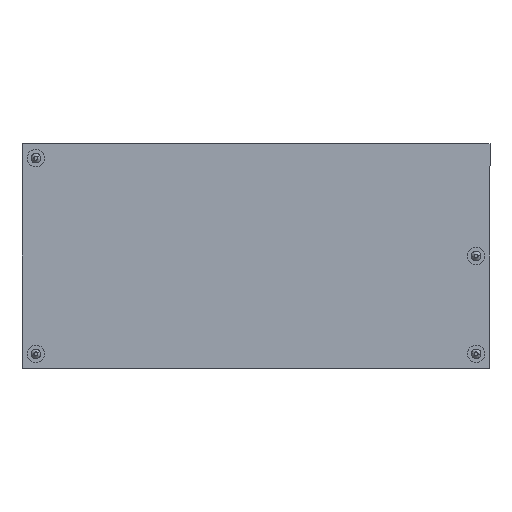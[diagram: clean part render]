
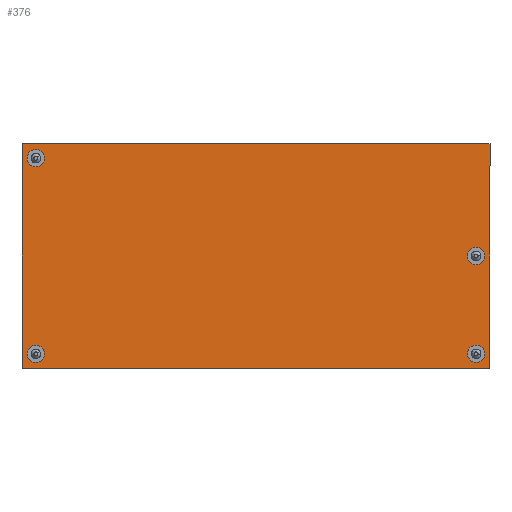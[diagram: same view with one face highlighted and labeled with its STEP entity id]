
A CAD part, front view. The second image highlights one B-rep face of the part: STEP entity #376.
In plain terms, the highlighted face is planar.
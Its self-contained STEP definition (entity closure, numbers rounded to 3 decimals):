
#2 = CARTESIAN_POINT ( 'NONE',  ( 147.838, 581.18, -0.8 ) ) ;
#9 = ORIENTED_EDGE ( 'NONE', *, *, #993, .T. ) ;
#43 = CIRCLE ( 'NONE', #2336, 0.601 ) ;
#51 = EDGE_CURVE ( 'NONE', #2184, #2253, #965, .T. ) ;
#63 = ORIENTED_EDGE ( 'NONE', *, *, #794, .T. ) ;
#131 = CIRCLE ( 'NONE', #450, 0.601 ) ;
#200 = ORIENTED_EDGE ( 'NONE', *, *, #1345, .T. ) ;
#219 = DIRECTION ( 'NONE',  ( 1., 0., 0. ) ) ;
#233 = VECTOR ( 'NONE', #673, 1000. ) ;
#257 = CARTESIAN_POINT ( 'NONE',  ( 101.279, 579.69, -0.8 ) ) ;
#285 = DIRECTION ( 'NONE',  ( 0., 0., 1. ) ) ;
#288 = DIRECTION ( 'NONE',  ( 0., 0., 1. ) ) ;
#314 = CARTESIAN_POINT ( 'NONE',  ( 99.238, 581.28, -0.8 ) ) ;
#354 = DIRECTION ( 'NONE',  ( 1., 0., 0. ) ) ;
#369 = DIRECTION ( 'NONE',  ( 1., 0., 0. ) ) ;
#376 = ADVANCED_FACE ( 'NONE', ( #2494, #1984, #1415, #1029, #399 ), #1820, .T. ) ;
#384 = VECTOR ( 'NONE', #1718, 1000. ) ;
#399 = FACE_BOUND ( 'NONE', #677, .T. ) ;
#438 = ORIENTED_EDGE ( 'NONE', *, *, #2153, .T. ) ;
#450 = AXIS2_PLACEMENT_3D ( 'NONE', #2436, #1866, #1235 ) ;
#460 = VERTEX_POINT ( 'NONE', #257 ) ;
#465 = VERTEX_POINT ( 'NONE', #1630 ) ;
#483 = CARTESIAN_POINT ( 'NONE',  ( 147.888, 557.88, -0.8 ) ) ;
#558 = VERTEX_POINT ( 'NONE', #1905 ) ;
#562 = CARTESIAN_POINT ( 'NONE',  ( 99.238, 581.18, -0.8 ) ) ;
#577 = CARTESIAN_POINT ( 'NONE',  ( 147.838, 557.88, -0.8 ) ) ;
#654 = AXIS2_PLACEMENT_3D ( 'NONE', #1989, #1139, #2390 ) ;
#673 = DIRECTION ( 'NONE',  ( 0., -1., 0. ) ) ;
#677 = EDGE_LOOP ( 'NONE', ( #9, #200 ) ) ;
#696 = ORIENTED_EDGE ( 'NONE', *, *, #904, .T. ) ;
#721 = CARTESIAN_POINT ( 'NONE',  ( 146.398, 569.53, -0.8 ) ) ;
#722 = EDGE_LOOP ( 'NONE', ( #727, #438, #2347, #838 ) ) ;
#727 = ORIENTED_EDGE ( 'NONE', *, *, #1951, .T. ) ;
#755 = DIRECTION ( 'NONE',  ( 0., 0., 1. ) ) ;
#794 = EDGE_CURVE ( 'NONE', #1360, #1517, #43, .T. ) ;
#797 = DIRECTION ( 'NONE',  ( -1., 0., 0. ) ) ;
#807 = CARTESIAN_POINT ( 'NONE',  ( 100.077, 559.37, -0.8 ) ) ;
#824 = EDGE_CURVE ( 'NONE', #1517, #1360, #919, .T. ) ;
#838 = ORIENTED_EDGE ( 'NONE', *, *, #51, .T. ) ;
#904 = EDGE_CURVE ( 'NONE', #1715, #558, #2230, .T. ) ;
#919 = CIRCLE ( 'NONE', #1312, 0.601 ) ;
#931 = CARTESIAN_POINT ( 'NONE',  ( 146.999, 579.69, -0.8 ) ) ;
#951 = CIRCLE ( 'NONE', #1107, 0.601 ) ;
#965 = LINE ( 'NONE', #1038, #1030 ) ;
#993 = EDGE_CURVE ( 'NONE', #460, #465, #2263, .T. ) ;
#1004 = VERTEX_POINT ( 'NONE', #1509 ) ;
#1029 = FACE_BOUND ( 'NONE', #1510, .T. ) ;
#1030 = VECTOR ( 'NONE', #1829, 1000. ) ;
#1038 = CARTESIAN_POINT ( 'NONE',  ( 147.888, 581.18, -0.8 ) ) ;
#1044 = LINE ( 'NONE', #314, #384 ) ;
#1056 = EDGE_CURVE ( 'NONE', #1222, #2184, #1044, .T. ) ;
#1107 = AXIS2_PLACEMENT_3D ( 'NONE', #1514, #288, #1737 ) ;
#1117 = AXIS2_PLACEMENT_3D ( 'NONE', #2237, #1793, #797 ) ;
#1139 = DIRECTION ( 'NONE',  ( 0., 0., 1. ) ) ;
#1222 = VERTEX_POINT ( 'NONE', #2212 ) ;
#1235 = DIRECTION ( 'NONE',  ( 1., 0., 0. ) ) ;
#1244 = VERTEX_POINT ( 'NONE', #577 ) ;
#1258 = AXIS2_PLACEMENT_3D ( 'NONE', #721, #1949, #2565 ) ;
#1271 = AXIS2_PLACEMENT_3D ( 'NONE', #1300, #285, #2503 ) ;
#1300 = CARTESIAN_POINT ( 'NONE',  ( 100.678, 579.69, -0.8 ) ) ;
#1311 = DIRECTION ( 'NONE',  ( -1., 0., 0. ) ) ;
#1312 = AXIS2_PLACEMENT_3D ( 'NONE', #1562, #1395, #369 ) ;
#1345 = EDGE_CURVE ( 'NONE', #465, #460, #131, .T. ) ;
#1360 = VERTEX_POINT ( 'NONE', #807 ) ;
#1395 = DIRECTION ( 'NONE',  ( 0., 0., 1. ) ) ;
#1397 = CARTESIAN_POINT ( 'NONE',  ( 145.797, 569.53, -0.8 ) ) ;
#1415 = FACE_BOUND ( 'NONE', #2191, .T. ) ;
#1432 = DIRECTION ( 'NONE',  ( 0., 0., 1. ) ) ;
#1509 = CARTESIAN_POINT ( 'NONE',  ( 146.999, 569.53, -0.8 ) ) ;
#1510 = EDGE_LOOP ( 'NONE', ( #1766, #63 ) ) ;
#1514 = CARTESIAN_POINT ( 'NONE',  ( 146.398, 579.69, -0.8 ) ) ;
#1517 = VERTEX_POINT ( 'NONE', #2128 ) ;
#1562 = CARTESIAN_POINT ( 'NONE',  ( 100.678, 559.37, -0.8 ) ) ;
#1619 = LINE ( 'NONE', #483, #2166 ) ;
#1630 = CARTESIAN_POINT ( 'NONE',  ( 100.077, 579.69, -0.8 ) ) ;
#1689 = LINE ( 'NONE', #2515, #233 ) ;
#1706 = CIRCLE ( 'NONE', #1258, 0.601 ) ;
#1715 = VERTEX_POINT ( 'NONE', #931 ) ;
#1718 = DIRECTION ( 'NONE',  ( 0., 1., 0. ) ) ;
#1721 = EDGE_CURVE ( 'NONE', #1004, #1810, #1706, .T. ) ;
#1736 = ORIENTED_EDGE ( 'NONE', *, *, #2135, .T. ) ;
#1737 = DIRECTION ( 'NONE',  ( 1., 0., 0. ) ) ;
#1766 = ORIENTED_EDGE ( 'NONE', *, *, #824, .T. ) ;
#1789 = CARTESIAN_POINT ( 'NONE',  ( 100.678, 559.37, -0.8 ) ) ;
#1793 = DIRECTION ( 'NONE',  ( 0., 0., -1. ) ) ;
#1804 = EDGE_LOOP ( 'NONE', ( #2217, #2092 ) ) ;
#1810 = VERTEX_POINT ( 'NONE', #1397 ) ;
#1820 = PLANE ( 'NONE',  #1117 ) ;
#1829 = DIRECTION ( 'NONE',  ( 1., 0., 0. ) ) ;
#1866 = DIRECTION ( 'NONE',  ( 0., 0., 1. ) ) ;
#1905 = CARTESIAN_POINT ( 'NONE',  ( 145.797, 579.69, -0.8 ) ) ;
#1910 = EDGE_CURVE ( 'NONE', #1810, #1004, #2519, .T. ) ;
#1949 = DIRECTION ( 'NONE',  ( 0., 0., 1. ) ) ;
#1951 = EDGE_CURVE ( 'NONE', #2253, #1244, #1689, .T. ) ;
#1984 = FACE_BOUND ( 'NONE', #1804, .T. ) ;
#1989 = CARTESIAN_POINT ( 'NONE',  ( 146.398, 579.69, -0.8 ) ) ;
#2092 = ORIENTED_EDGE ( 'NONE', *, *, #1910, .T. ) ;
#2128 = CARTESIAN_POINT ( 'NONE',  ( 101.279, 559.37, -0.8 ) ) ;
#2135 = EDGE_CURVE ( 'NONE', #558, #1715, #951, .T. ) ;
#2153 = EDGE_CURVE ( 'NONE', #1244, #1222, #1619, .T. ) ;
#2166 = VECTOR ( 'NONE', #1311, 1000. ) ;
#2184 = VERTEX_POINT ( 'NONE', #562 ) ;
#2191 = EDGE_LOOP ( 'NONE', ( #696, #1736 ) ) ;
#2212 = CARTESIAN_POINT ( 'NONE',  ( 99.238, 557.88, -0.8 ) ) ;
#2217 = ORIENTED_EDGE ( 'NONE', *, *, #1721, .T. ) ;
#2230 = CIRCLE ( 'NONE', #654, 0.601 ) ;
#2237 = CARTESIAN_POINT ( 'NONE',  ( 147.888, 581.28, -0.8 ) ) ;
#2244 = CARTESIAN_POINT ( 'NONE',  ( 146.398, 569.53, -0.8 ) ) ;
#2253 = VERTEX_POINT ( 'NONE', #2 ) ;
#2263 = CIRCLE ( 'NONE', #1271, 0.601 ) ;
#2336 = AXIS2_PLACEMENT_3D ( 'NONE', #1789, #755, #354 ) ;
#2347 = ORIENTED_EDGE ( 'NONE', *, *, #1056, .T. ) ;
#2390 = DIRECTION ( 'NONE',  ( 1., 0., 0. ) ) ;
#2436 = CARTESIAN_POINT ( 'NONE',  ( 100.678, 579.69, -0.8 ) ) ;
#2494 = FACE_OUTER_BOUND ( 'NONE', #722, .T. ) ;
#2499 = AXIS2_PLACEMENT_3D ( 'NONE', #2244, #1432, #219 ) ;
#2503 = DIRECTION ( 'NONE',  ( 1., 0., 0. ) ) ;
#2515 = CARTESIAN_POINT ( 'NONE',  ( 147.838, 581.28, -0.8 ) ) ;
#2519 = CIRCLE ( 'NONE', #2499, 0.601 ) ;
#2565 = DIRECTION ( 'NONE',  ( 1., 0., 0. ) ) ;
